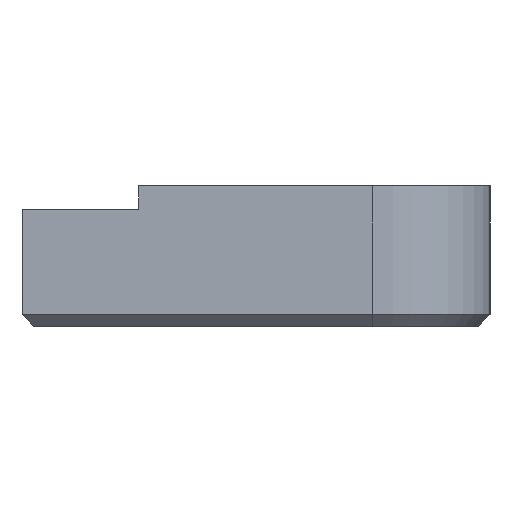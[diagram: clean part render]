
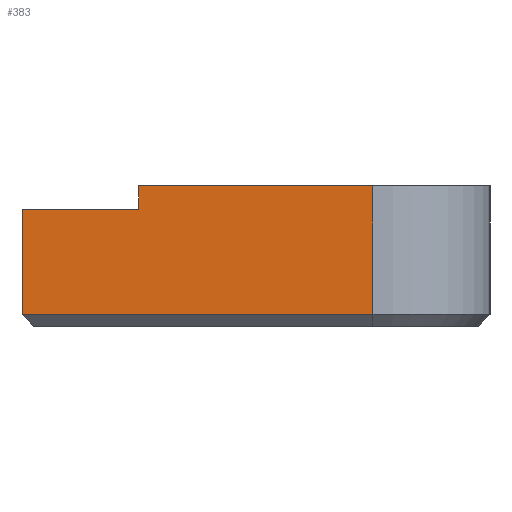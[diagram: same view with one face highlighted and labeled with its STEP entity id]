
A CAD part, front view. The second image highlights one B-rep face of the part: STEP entity #383.
In plain terms, the highlighted planar face has unit normal (0, -1, 0).
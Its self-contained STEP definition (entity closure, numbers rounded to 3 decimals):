
#36=PLANE('',#434);
#57=FACE_OUTER_BOUND('',#85,.T.);
#85=EDGE_LOOP('',(#345,#346,#347,#348,#349,#350));
#105=LINE('',#608,#141);
#118=LINE('',#640,#154);
#120=LINE('',#644,#156);
#121=LINE('',#647,#157);
#122=LINE('',#650,#158);
#123=LINE('',#651,#159);
#141=VECTOR('',#500,10.);
#154=VECTOR('',#531,10.);
#156=VECTOR('',#535,10.);
#157=VECTOR('',#538,10.);
#158=VECTOR('',#543,10.);
#159=VECTOR('',#544,10.);
#190=VERTEX_POINT('',#592);
#193=VERTEX_POINT('',#604);
#202=VERTEX_POINT('',#636);
#203=VERTEX_POINT('',#638);
#204=VERTEX_POINT('',#642);
#205=VERTEX_POINT('',#646);
#234=EDGE_CURVE('',#193,#190,#105,.T.);
#250=EDGE_CURVE('',#202,#203,#118,.T.);
#252=EDGE_CURVE('',#203,#204,#120,.T.);
#253=EDGE_CURVE('',#202,#205,#121,.T.);
#255=EDGE_CURVE('',#193,#205,#122,.T.);
#256=EDGE_CURVE('',#190,#204,#123,.T.);
#345=ORIENTED_EDGE('',*,*,#234,.F.);
#346=ORIENTED_EDGE('',*,*,#255,.T.);
#347=ORIENTED_EDGE('',*,*,#253,.F.);
#348=ORIENTED_EDGE('',*,*,#250,.T.);
#349=ORIENTED_EDGE('',*,*,#252,.T.);
#350=ORIENTED_EDGE('',*,*,#256,.F.);
#383=ADVANCED_FACE('',(#57),#36,.T.);
#434=AXIS2_PLACEMENT_3D('',#649,#541,#542);
#500=DIRECTION('',(-1.,0.,0.));
#531=DIRECTION('',(0.,0.,-1.));
#535=DIRECTION('',(-1.,0.,0.));
#538=DIRECTION('',(1.,0.,0.));
#541=DIRECTION('center_axis',(0.,-1.,0.));
#542=DIRECTION('ref_axis',(1.,0.,0.));
#543=DIRECTION('',(0.,0.,1.));
#544=DIRECTION('',(0.,0.,1.));
#592=CARTESIAN_POINT('',(238.748,43.065,64.25));
#604=CARTESIAN_POINT('',(253.748,43.065,64.25));
#608=CARTESIAN_POINT('',(243.748,43.065,64.25));
#636=CARTESIAN_POINT('',(243.748,43.065,69.75));
#638=CARTESIAN_POINT('',(243.748,43.065,68.75));
#640=CARTESIAN_POINT('',(243.748,43.065,66.75));
#642=CARTESIAN_POINT('',(238.748,43.065,68.75));
#644=CARTESIAN_POINT('',(239.998,43.065,68.75));
#646=CARTESIAN_POINT('',(253.748,43.065,69.75));
#647=CARTESIAN_POINT('',(253.748,43.065,69.75));
#649=CARTESIAN_POINT('Origin',(238.748,43.065,63.75));
#650=CARTESIAN_POINT('',(253.748,43.065,63.75));
#651=CARTESIAN_POINT('',(238.748,43.065,63.75));
